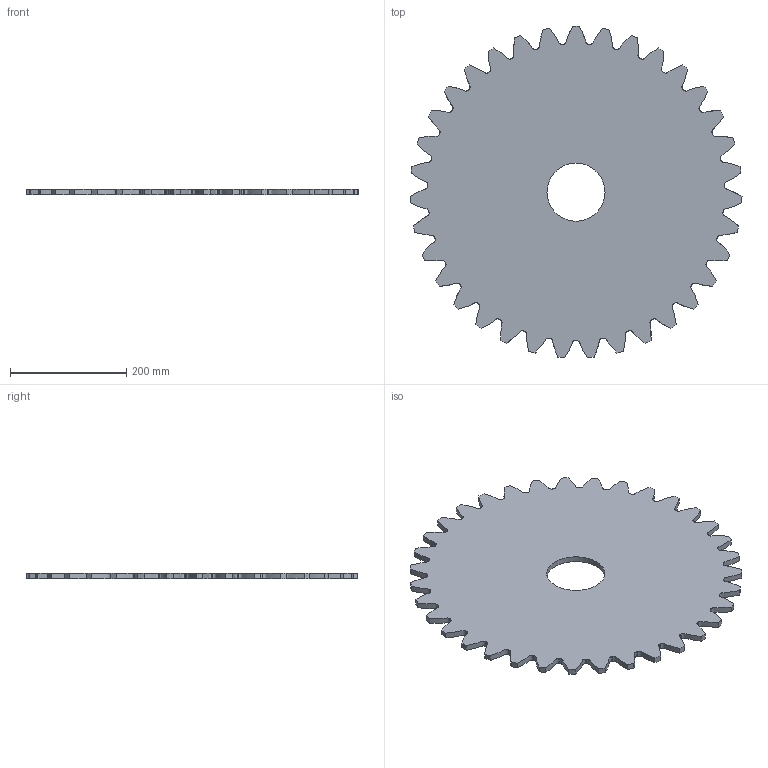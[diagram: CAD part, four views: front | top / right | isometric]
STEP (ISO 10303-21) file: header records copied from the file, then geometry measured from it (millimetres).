
FILE_DESCRIPTION( ( 'STEP AP203' ), '1' );
FILE_NAME( 'coroa do teste.stp', ' ', ( ' ' ), ( ' ' ), 'PSStep 18.0.17', ' ', ' ' );
FILE_SCHEMA( ( 'CONFIG_CONTROL_DESIGN' ) );
Length unit declared in the file: metre
Products named in the file (1): 1
Bounding box: 571.84 x 571.32 x 10 mm (x, y, z)
Volume: 2245747.4 mm3; surface area: 482427.8 mm2
Topology: 1 solids, 1 shells, 178 faces, 528 edges, 352 vertices
Faces by surface type: bspline 140, cylinder 36, plane 2
Full cylindrical faces by diameter (mm): 100 x1
Entity records: 28067 total; most frequent: CARTESIAN_POINT 24158, ORIENTED_EDGE 1054, EDGE_CURVE 527, DIRECTION 397, VERTEX_POINT 352, B_SPLINE_CURVE_WITH_KNOTS 280, EDGE_LOOP 181, FACE_OUTER_BOUND 179
